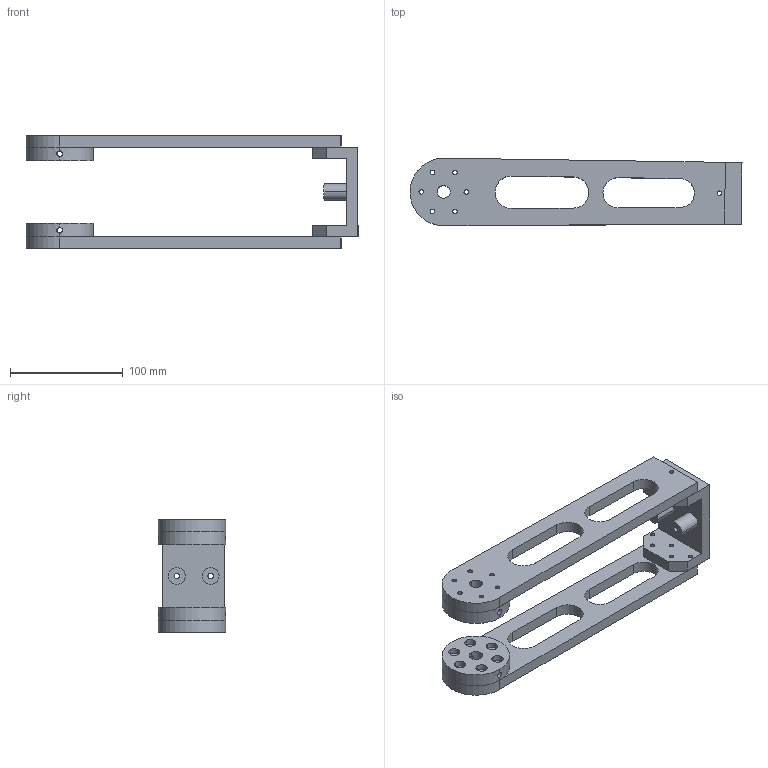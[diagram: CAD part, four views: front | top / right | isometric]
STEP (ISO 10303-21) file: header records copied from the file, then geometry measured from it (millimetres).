
FILE_DESCRIPTION (( 'STEP AP214' ), '1' );
FILE_NAME ('khau3.STEP', '2019-04-24T13:23:43', ( '' ), ( '' ), 'SwSTEP 2.0', 'SolidWorks 2018', '' );
FILE_SCHEMA (( 'AUTOMOTIVE_DESIGN' ));
Length unit declared in the file: millimetre
Products named in the file (4): khau3; gripper_adapter; dem truc
Assembly tree (5 placements, depth 2):
  khau3
    khau3  x2
    dem truc  x2
    gripper_adapter
Bounding box: 295.13 x 60 x 100 mm (x, y, z)
Volume: 364006.4 mm3; surface area: 111944.8 mm2
Topology: 5 solids, 5 shells, 206 faces, 564 edges, 376 vertices
Faces by surface type: cylinder 146, plane 60
Entity records: 5738 total; most frequent: CARTESIAN_POINT 986, DIRECTION 780, ORIENTED_EDGE 708, EDGE_CURVE 354, AXIS2_PLACEMENT_3D 304, VERTEX_POINT 236, EDGE_LOOP 198, VECTOR 172
